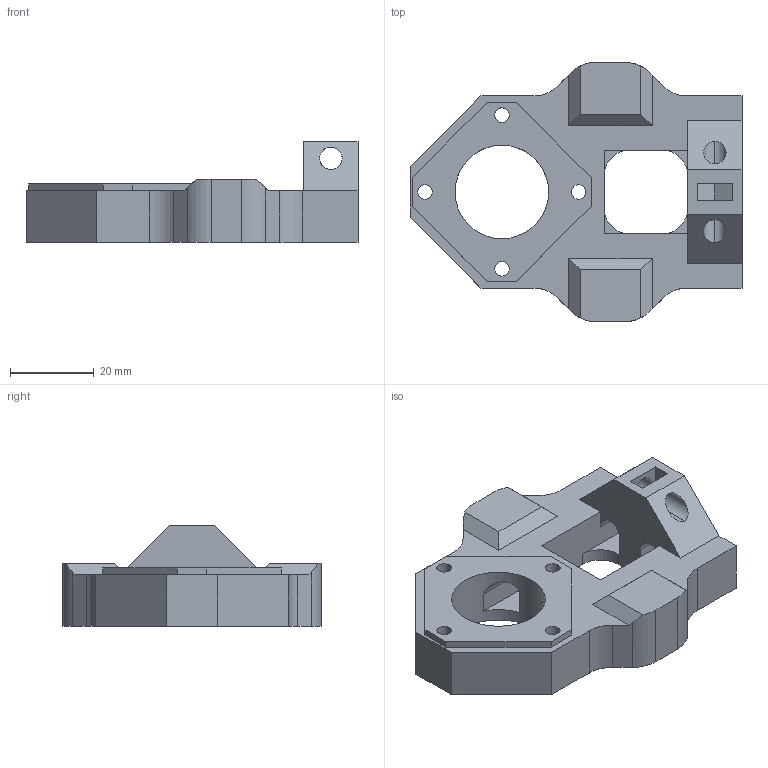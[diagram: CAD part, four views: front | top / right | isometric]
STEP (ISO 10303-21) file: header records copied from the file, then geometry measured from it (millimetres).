
FILE_DESCRIPTION (( 'STEP AP214' ), '1' );
FILE_NAME ('x-motor-bracket.STEP', '2011-07-04T21:47:02', ( 'Owner' ), ( '22ndstreetcomputers.com' ), 'SwSTEP 2.0', 'SolidWorks 2010', '' );
FILE_SCHEMA (( 'AUTOMOTIVE_DESIGN' ));
Length unit declared in the file: millimetre
Products named in the file (1): x-motor-bracket
Bounding box: 79.5 x 62 x 24.15 mm (x, y, z)
Volume: 35558.5 mm3; surface area: 15747.4 mm2
Topology: 1 solids, 1 shells, 93 faces, 273 edges, 182 vertices
Faces by surface type: plane 57, cylinder 36
Entity records: 3243 total; most frequent: CARTESIAN_POINT 643, ORIENTED_EDGE 546, DIRECTION 519, EDGE_CURVE 273, VECTOR 195, LINE 195, VERTEX_POINT 182, AXIS2_PLACEMENT_3D 162
